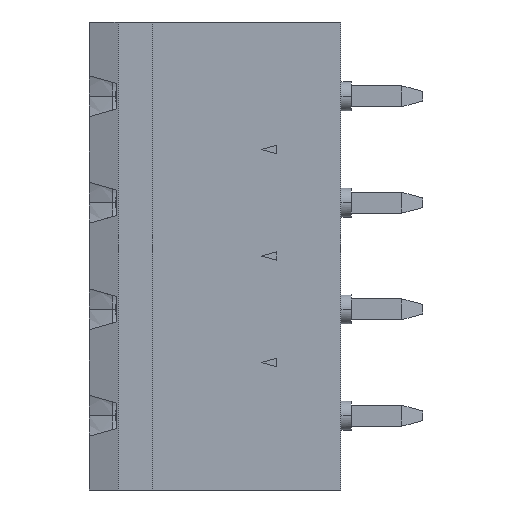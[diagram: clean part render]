
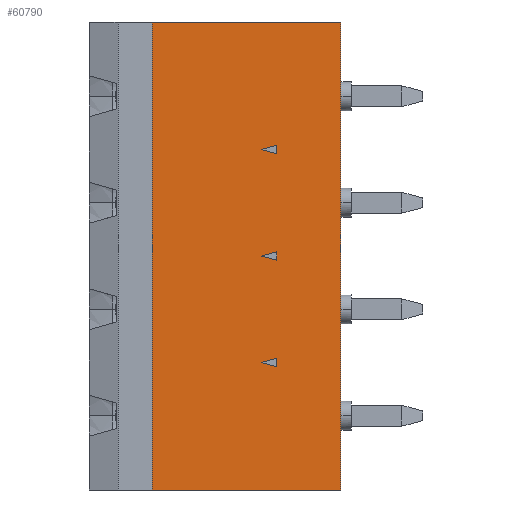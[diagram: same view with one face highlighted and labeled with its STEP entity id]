
A CAD part, left-side view. The second image highlights one B-rep face of the part: STEP entity #60790.
In plain terms, the highlighted face is planar.
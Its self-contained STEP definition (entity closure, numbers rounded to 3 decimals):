
#33900=CARTESIAN_POINT('',(36.627,45.443,-18.78));
#33910=VERTEX_POINT('',#33900);
#33940=CARTESIAN_POINT('',(36.627,45.443,-10.24));
#33950=DIRECTION('',(0.,0.,-1.));
#33960=VECTOR('',#33950,1.);
#33970=LINE('',#33940,#33960);
#33980=CARTESIAN_POINT('',(36.627,45.443,3.54));
#33990=VERTEX_POINT('',#33980);
#34000=EDGE_CURVE('',#33990,#33910,#33970,.T.);
#48460=CARTESIAN_POINT('',(45.627,45.443,3.54));
#48470=VERTEX_POINT('',#48460);
#48740=CARTESIAN_POINT('',(0.,45.443,3.54));
#48750=DIRECTION('',(-1.,0.,0.));
#48760=VECTOR('',#48750,1.);
#48770=LINE('',#48740,#48760);
#48780=EDGE_CURVE('',#48470,#33990,#48770,.T.);
#57390=CARTESIAN_POINT('',(45.627,45.443,-18.78));
#57400=VERTEX_POINT('',#57390);
#57430=CARTESIAN_POINT('',(0.,45.443,-18.78));
#57440=DIRECTION('',(-1.,0.,0.));
#57450=VECTOR('',#57440,1.);
#57460=LINE('',#57430,#57450);
#57470=EDGE_CURVE('',#57400,#33910,#57460,.T.);
#59450=CARTESIAN_POINT('',(45.627,45.443,-10.24));
#59460=DIRECTION('',(0.,0.,-1.));
#59470=VECTOR('',#59460,1.);
#59480=LINE('',#59450,#59470);
#59490=EDGE_CURVE('',#48470,#57400,#59480,.T.);
#59900=CARTESIAN_POINT('',(45.627,45.443,-10.24));
#59910=DIRECTION('',(0.,1.,0.));
#59920=DIRECTION('',(1.,0.,0.));
#59930=AXIS2_PLACEMENT_3D('',#59900,#59910,#59920);
#59940=PLANE('',#59930);
#59950=CARTESIAN_POINT('',(39.677,45.443,-10.16));
#59960=DIRECTION('',(0.,0.,-1.));
#59970=VECTOR('',#59960,1.);
#59980=LINE('',#59950,#59970);
#59990=CARTESIAN_POINT('',(39.677,45.443,
-12.499));
#60000=VERTEX_POINT('',#59990);
#60010=CARTESIAN_POINT('',(39.677,45.443,
-12.901));
#60020=VERTEX_POINT('',#60010);
#60030=EDGE_CURVE('',#60000,#60020,#59980,.T.);
#60040=ORIENTED_EDGE('',*,*,#60030,.T.);
#60050=CARTESIAN_POINT('',(0.,45.443,-1.868));
#60060=DIRECTION('',(-0.966,0.,0.259));
#60070=VECTOR('',#60060,1.);
#60080=LINE('',#60050,#60070);
#60090=CARTESIAN_POINT('',(40.427,45.443,-12.7));
#60100=VERTEX_POINT('',#60090);
#60110=EDGE_CURVE('',#60100,#60000,#60080,.T.);
#60120=ORIENTED_EDGE('',*,*,#60110,.T.);
#60130=CARTESIAN_POINT('',(0.,45.443,-23.532));
#60140=DIRECTION('',(0.966,0.,0.259));
#60150=VECTOR('',#60140,1.);
#60160=LINE('',#60130,#60150);
#60170=EDGE_CURVE('',#60020,#60100,#60160,.T.);
#60180=ORIENTED_EDGE('',*,*,#60170,.T.);
#60190=EDGE_LOOP('',(#60180,#60120,#60040));
#60200=FACE_BOUND('',#60190,.T.);
#60210=ORIENTED_EDGE('',*,*,#57470,.T.);
#60220=ORIENTED_EDGE('',*,*,#59490,.T.);
#60230=ORIENTED_EDGE('',*,*,#48780,.F.);
#60240=ORIENTED_EDGE('',*,*,#34000,.F.);
#60250=EDGE_LOOP('',(#60240,#60230,#60220,#60210));
#60260=FACE_OUTER_BOUND('',#60250,.T.);
#60270=CARTESIAN_POINT('',(39.677,45.443,-5.08));
#60280=DIRECTION('',(0.,0.,-1.));
#60290=VECTOR('',#60280,1.);
#60300=LINE('',#60270,#60290);
#60310=CARTESIAN_POINT('',(39.677,45.443,
-7.419));
#60320=VERTEX_POINT('',#60310);
#60330=CARTESIAN_POINT('',(39.677,45.443,
-7.821));
#60340=VERTEX_POINT('',#60330);
#60350=EDGE_CURVE('',#60320,#60340,#60300,.T.);
#60360=ORIENTED_EDGE('',*,*,#60350,.T.);
#60370=CARTESIAN_POINT('',(0.,45.443,3.212));
#60380=DIRECTION('',(-0.966,0.,0.259));
#60390=VECTOR('',#60380,1.);
#60400=LINE('',#60370,#60390);
#60410=CARTESIAN_POINT('',(40.427,45.443,-7.62));
#60420=VERTEX_POINT('',#60410);
#60430=EDGE_CURVE('',#60420,#60320,#60400,.T.);
#60440=ORIENTED_EDGE('',*,*,#60430,.T.);
#60450=CARTESIAN_POINT('',(0.,45.443,-18.452));
#60460=DIRECTION('',(0.966,0.,0.259));
#60470=VECTOR('',#60460,1.);
#60480=LINE('',#60450,#60470);
#60490=EDGE_CURVE('',#60340,#60420,#60480,.T.);
#60500=ORIENTED_EDGE('',*,*,#60490,.T.);
#60510=EDGE_LOOP('',(#60500,#60440,#60360));
#60520=FACE_BOUND('',#60510,.T.);
#60530=CARTESIAN_POINT('',(39.677,45.443,0.));
#60540=DIRECTION('',(0.,0.,-1.));
#60550=VECTOR('',#60540,1.);
#60560=LINE('',#60530,#60550);
#60570=CARTESIAN_POINT('',(39.677,45.443,
-2.339));
#60580=VERTEX_POINT('',#60570);
#60590=CARTESIAN_POINT('',(39.677,45.443,
-2.741));
#60600=VERTEX_POINT('',#60590);
#60610=EDGE_CURVE('',#60580,#60600,#60560,.T.);
#60620=ORIENTED_EDGE('',*,*,#60610,.T.);
#60630=CARTESIAN_POINT('',(0.,45.443,8.292));
#60640=DIRECTION('',(-0.966,0.,0.259));
#60650=VECTOR('',#60640,1.);
#60660=LINE('',#60630,#60650);
#60670=CARTESIAN_POINT('',(40.427,45.443,-2.54));
#60680=VERTEX_POINT('',#60670);
#60690=EDGE_CURVE('',#60680,#60580,#60660,.T.);
#60700=ORIENTED_EDGE('',*,*,#60690,.T.);
#60710=CARTESIAN_POINT('',(0.,45.443,-13.372));
#60720=DIRECTION('',(0.966,0.,0.259));
#60730=VECTOR('',#60720,1.);
#60740=LINE('',#60710,#60730);
#60750=EDGE_CURVE('',#60600,#60680,#60740,.T.);
#60760=ORIENTED_EDGE('',*,*,#60750,.T.);
#60770=EDGE_LOOP('',(#60760,#60700,#60620));
#60780=FACE_BOUND('',#60770,.T.);
#60790=ADVANCED_FACE('',(#60200,#60260,#60520,#60780),#59940,.T.);
